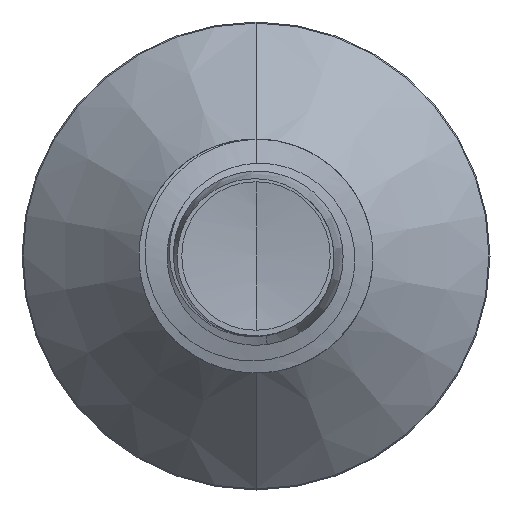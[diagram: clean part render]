
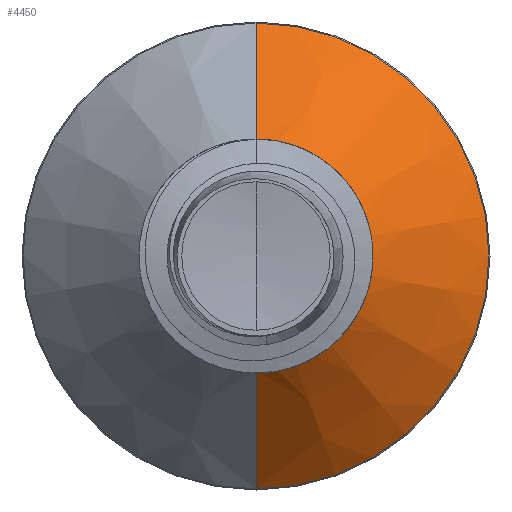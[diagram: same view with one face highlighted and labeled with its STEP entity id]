
A CAD part, front view. The second image highlights one B-rep face of the part: STEP entity #4450.
In plain terms, the highlighted conical face has half-angle 45 degrees and reference radius 1.08 mm.
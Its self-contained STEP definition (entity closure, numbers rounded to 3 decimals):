
#154 = EDGE_LOOP ( 'NONE', ( #4599, #499, #5977, #469 ) ) ;
#411 = AXIS2_PLACEMENT_3D ( 'NONE', #4555, #11929, #5630 ) ;
#469 = ORIENTED_EDGE ( 'NONE', *, *, #5866, .F. ) ;
#499 = ORIENTED_EDGE ( 'NONE', *, *, #11393, .T. ) ;
#785 = CARTESIAN_POINT ( 'NONE',  ( 0., 4.64, -2.19 ) ) ;
#810 = VERTEX_POINT ( 'NONE', #1243 ) ;
#912 = DIRECTION ( 'NONE',  ( 0., 1., 0. ) ) ;
#1243 = CARTESIAN_POINT ( 'NONE',  ( 0., 4.64, 2.19 ) ) ;
#2406 = EDGE_CURVE ( 'NONE', #810, #9441, #7145, .T. ) ;
#4022 = CARTESIAN_POINT ( 'NONE',  ( 0., 3.53, 1.08 ) ) ;
#4388 = CARTESIAN_POINT ( 'NONE',  ( 0., 3.53, -1.08 ) ) ;
#4450 = ADVANCED_FACE ( 'NONE', ( #6284 ), #8761, .T. ) ;
#4555 = CARTESIAN_POINT ( 'NONE',  ( 0., 4.64, 0. ) ) ;
#4599 = ORIENTED_EDGE ( 'NONE', *, *, #5221, .T. ) ;
#4606 = CARTESIAN_POINT ( 'NONE',  ( 0., 3.53, 1.08 ) ) ;
#4832 = CARTESIAN_POINT ( 'NONE',  ( 0., 3.53, 0. ) ) ;
#5221 = EDGE_CURVE ( 'NONE', #5551, #12239, #7794, .T. ) ;
#5551 = VERTEX_POINT ( 'NONE', #4022 ) ;
#5630 = DIRECTION ( 'NONE',  ( 0., 0., 1. ) ) ;
#5866 = EDGE_CURVE ( 'NONE', #5551, #810, #6457, .T. ) ;
#5908 = DIRECTION ( 'NONE',  ( 0., 0., 1. ) ) ;
#5977 = ORIENTED_EDGE ( 'NONE', *, *, #2406, .F. ) ;
#6284 = FACE_OUTER_BOUND ( 'NONE', #154, .T. ) ;
#6287 = CARTESIAN_POINT ( 'NONE',  ( 0., 3.53, -1.08 ) ) ;
#6457 = LINE ( 'NONE', #4606, #9907 ) ;
#7145 = CIRCLE ( 'NONE', #411, 2.19 ) ;
#7175 = AXIS2_PLACEMENT_3D ( 'NONE', #4832, #12193, #5908 ) ;
#7386 = DIRECTION ( 'NONE',  ( 0., 0., 1. ) ) ;
#7794 = CIRCLE ( 'NONE', #7175, 1.08 ) ;
#8134 = AXIS2_PLACEMENT_3D ( 'NONE', #12611, #912, #7386 ) ;
#8761 = CONICAL_SURFACE ( 'NONE', #8134, 1.08, 0.785 ) ;
#9441 = VERTEX_POINT ( 'NONE', #785 ) ;
#9907 = VECTOR ( 'NONE', #10939, 1000. ) ;
#10389 = VECTOR ( 'NONE', #12804, 1000. ) ;
#10939 = DIRECTION ( 'NONE',  ( 0., 0.707, 0.707 ) ) ;
#11393 = EDGE_CURVE ( 'NONE', #12239, #9441, #12495, .T. ) ;
#11929 = DIRECTION ( 'NONE',  ( 0., 1., 0. ) ) ;
#12193 = DIRECTION ( 'NONE',  ( 0., 1., 0. ) ) ;
#12239 = VERTEX_POINT ( 'NONE', #6287 ) ;
#12495 = LINE ( 'NONE', #4388, #10389 ) ;
#12611 = CARTESIAN_POINT ( 'NONE',  ( 0., 3.53, 0. ) ) ;
#12804 = DIRECTION ( 'NONE',  ( 0., 0.707, -0.707 ) ) ;
